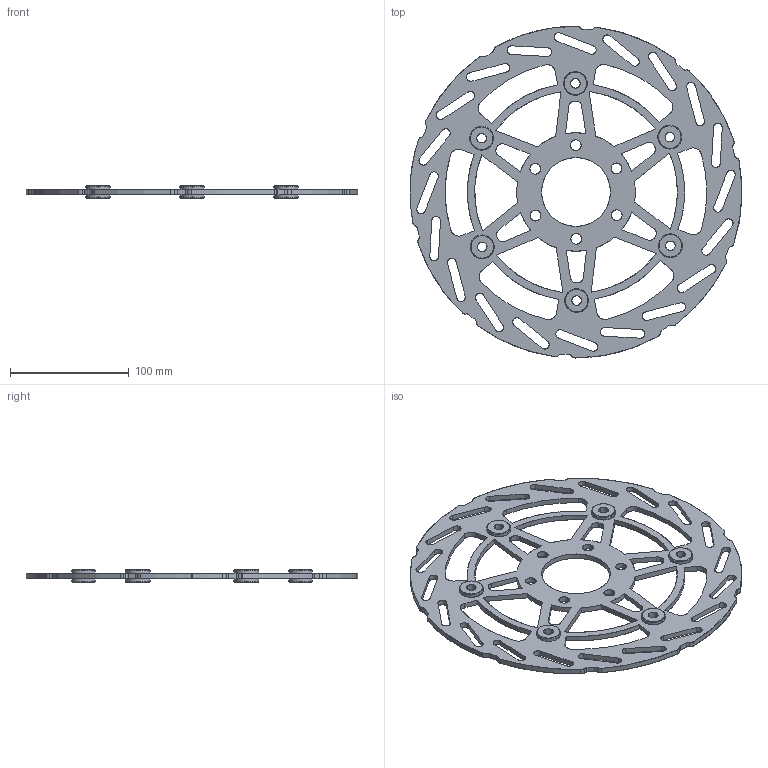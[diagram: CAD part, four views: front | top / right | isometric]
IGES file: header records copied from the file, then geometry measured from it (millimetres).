
Start section: SolidWorks IGES file using analytic representation for surfaces
Global section: file name: Part2.IGS; native system: SolidWorks 2015; preprocessor: SolidWorks 2015; author: shubham; date: 170411.124458; units: millimetre
Bounding box: 279.98 x 280 x 10.5 mm (x, y, z)
Surface area: 101032.3 mm2 (no closed solid volume)
Topology: 0 solids, 0 shells, 395 faces, 6082 edges, 6082 vertices
Faces by surface type: revolution 277, bspline 118
